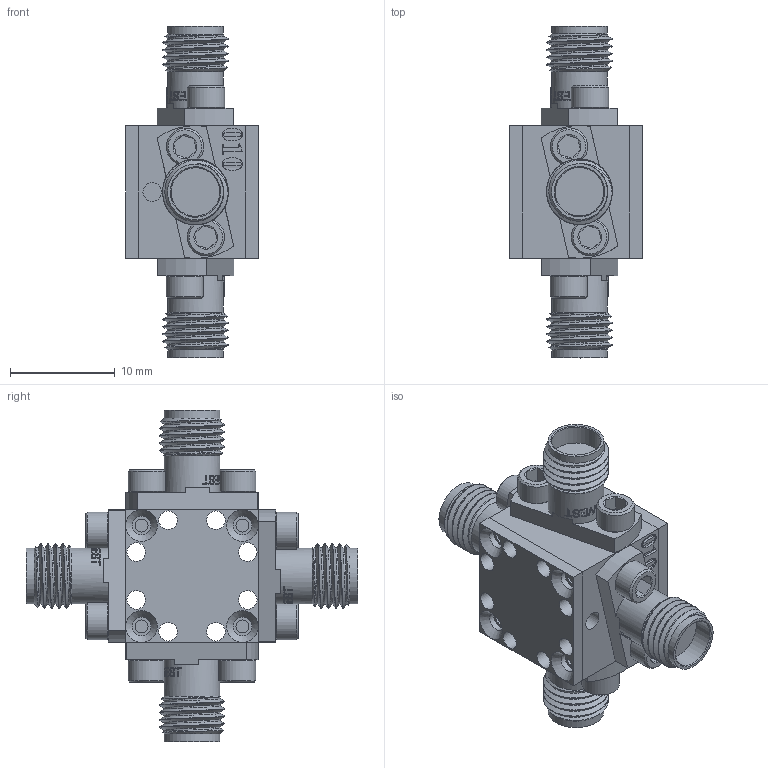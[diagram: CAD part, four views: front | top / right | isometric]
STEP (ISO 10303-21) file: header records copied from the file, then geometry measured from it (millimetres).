
FILE_DESCRIPTION(/* description */ (''),/* implementation_level */ '2;1');
FILE_NAME(/* name */ 'CryoElec_SP3T_SMA_3D_Model.step',/* time_stamp */ '2024-07-16T19:31:05-07:00',/* author */ (''),/* organization */ (''),/* preprocessor_version */ 'ST-DEVELOPER v20',/* originating_system */ 'Autodesk Translation Framework v13.14.0.145',/* authorisation */ '');
FILE_SCHEMA (('AUTOMOTIVE_DESIGN { 1 0 10303 214 3 1 1 }'));
Products named in the file (6): CryoElec_SP3T_3D_Model; SP3T_Base_Ver2_Blank; SMA; Screw_2-56; Cover_Bottom_Ver2; Cover_Ver2
Assembly tree (15 placements, depth 2):
  CryoElec_SP3T_3D_Model
    SMA  x4
    SP3T_Base_Ver2_Blank
    Screw_2-56  x8
    Cover_Bottom_Ver2
    Cover_Ver2
Bounding box: 12.7 x 31.75 x 31.75 mm (x, y, z)
Volume: 2869.9 mm3; surface area: 4681 mm2
Topology: 15 solids, 15 shells, 1965 faces, 5294 edges, 3476 vertices
Faces by surface type: bspline 761, plane 726, cylinder 362, cone 112, torus 4
Full cylindrical faces by diameter (mm): 1.245 x8, 1.595 x72, 1.778 x34, 1.783 x8, 2.184 x72, 2.591 x8, 3.572 x8, 4.229 x4, 4.644 x4, 5.347 x8, 5.411 x16
Entity records: 53446 total; most frequent: CARTESIAN_POINT 24575, ORIENTED_EDGE 7178, DIRECTION 3638, EDGE_CURVE 3589, VERTEX_POINT 2383, LINE 1934, VECTOR 1934, EDGE_LOOP 1426
